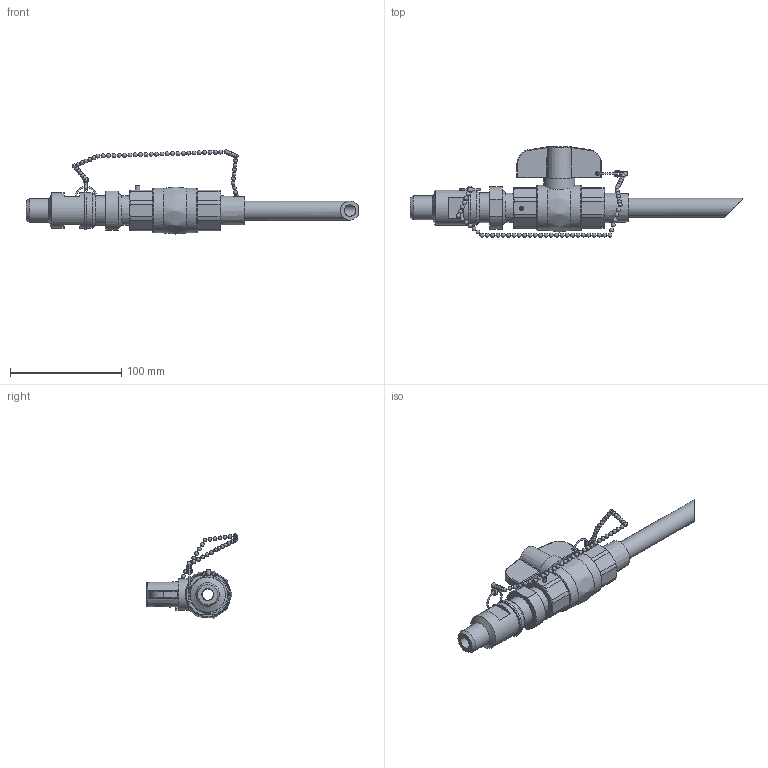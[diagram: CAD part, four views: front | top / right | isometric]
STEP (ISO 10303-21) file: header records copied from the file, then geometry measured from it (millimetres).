
FILE_DESCRIPTION(/* description */ (''),/* implementation_level */ '2;1');
FILE_NAME(/* name */ 'CS-50A75A-4IA-AAA_R0.stp',/* time_stamp */ '2024-11-15T09:16:09-05:00',/* author */ ('SalesDesk5'),/* organization */ (''),/* preprocessor_version */ 'ST-DEVELOPER v20',/* originating_system */ 'Autodesk Inventor 2025',/* authorisation */ '');
FILE_SCHEMA (('CONFIG_CONTROL_DESIGN'));
Length unit declared in the file: inch
Products named in the file (13): CS-50A75A-4IA-AAA; CCS-V-PVC-ASSY_R0; CCS-VAL-PVC; CS-8GLD-75A75A-38-PVC-GLD; NIPPLE-75-PVC_R0; IQ-CS-75A10A-6IB-A; CS-4BODY-50A75A-PVC; PIPE-75A-PVC-4IB; CS-5010POLY-CHAIN_R0; gn_10882_02; 20MMKR_R0; CHAIN-END30mm_R0; a_31_unstressed
Assembly tree (22 placements, depth 3):
  CS-50A75A-4IA-AAA
    CCS-V-PVC-ASSY_R0
      CCS-VAL-PVC
      CS-8GLD-75A75A-38-PVC-GLD
      NIPPLE-75-PVC_R0
    IQ-CS-75A10A-6IB-A
      CS-4BODY-50A75A-PVC
      PIPE-75A-PVC-4IB
    CS-5010POLY-CHAIN_R0
      CHAIN-END30mm_R0  x9
      gn_10882_02  x2
      20MMKR_R0  x2
    a_31_unstressed
Bounding box: 298.45 x 81.38 x 75.59 mm (x, y, z)
Volume: 192942.2 mm3; surface area: 70197 mm2
Topology: 19 solids, 19 shells, 388 faces, 988 edges, 632 vertices
Faces by surface type: cylinder 134, plane 125, sphere 67, bspline 33, torus 15, cone 14
Full cylindrical faces by diameter (mm): 0.9 x54, 2.5 x2, 2.54 x1, 3.175 x1, 3.8 x2, 3.81 x2, 4 x2, 10.236 x1, 10.744 x1, 14.3 x1, 17.145 x1, 17.704 x1, 18.923 x1, 20.193 x1, 20.396 x1, 21.336 x1, 24.638 x1, 26.67 x2, 28.194 x1, 28.956 x1, 31.75 x2, 40.259 x2
Entity records: 9239 total; most frequent: CARTESIAN_POINT 2705, DIRECTION 1290, ORIENTED_EDGE 1222, EDGE_CURVE 611, AXIS2_PLACEMENT_3D 519, VERTEX_POINT 387, EDGE_LOOP 286, CIRCLE 261
